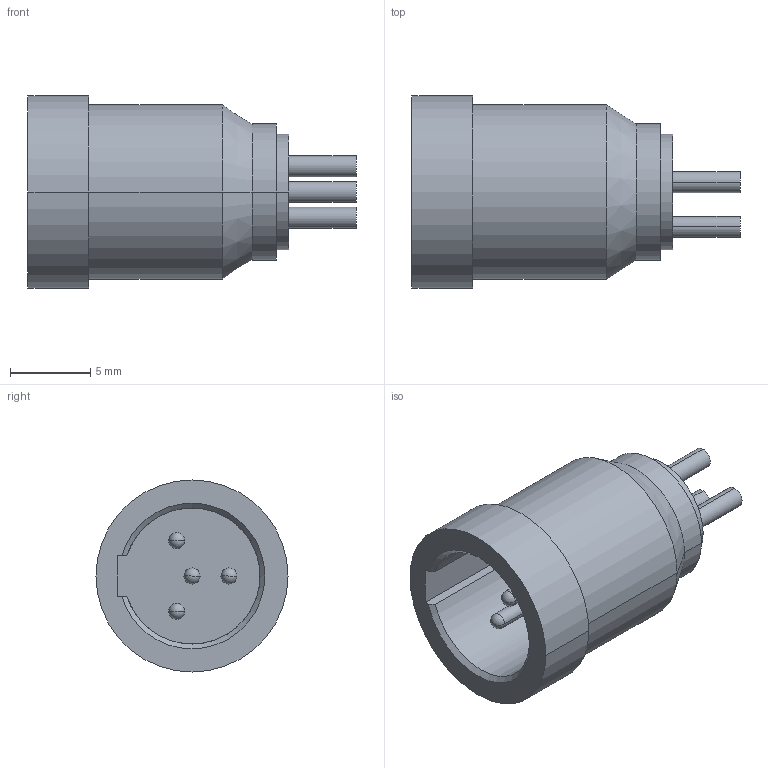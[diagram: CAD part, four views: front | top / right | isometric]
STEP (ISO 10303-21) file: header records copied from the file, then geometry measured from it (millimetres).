
FILE_DESCRIPTION((''),'2;1');
FILE_NAME('RT3MP','2021-04-30T',('xhp'),(''),'PRO/ENGINEER BY PARAMETRIC TECHNOLOGY CORPORATION, 2013040','PRO/ENGINEER BY PARAMETRIC TECHNOLOGY CORPORATION, 2013040','');
FILE_SCHEMA(('CONFIG_CONTROL_DESIGN'));
Length unit declared in the file: millimetre
Products named in the file (1): RT3MP
Bounding box: 20.5 x 12 x 12 mm (x, y, z)
Volume: 962.6 mm3; surface area: 1135.2 mm2
Topology: 1 solids, 1 shells, 45 faces, 104 edges, 63 vertices
Faces by surface type: cylinder 23, plane 11, sphere 8, cone 3
Entity records: 1289 total; most frequent: DIRECTION 244, CARTESIAN_POINT 213, ORIENTED_EDGE 192, AXIS2_PLACEMENT_3D 105, EDGE_CURVE 96, VERTEX_POINT 63, CIRCLE 60, EDGE_LOOP 55
